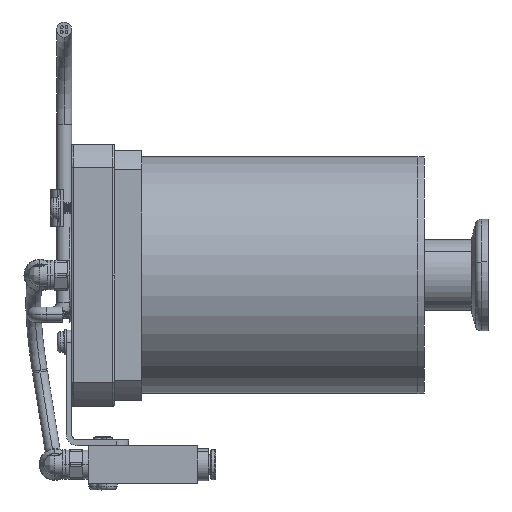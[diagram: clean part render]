
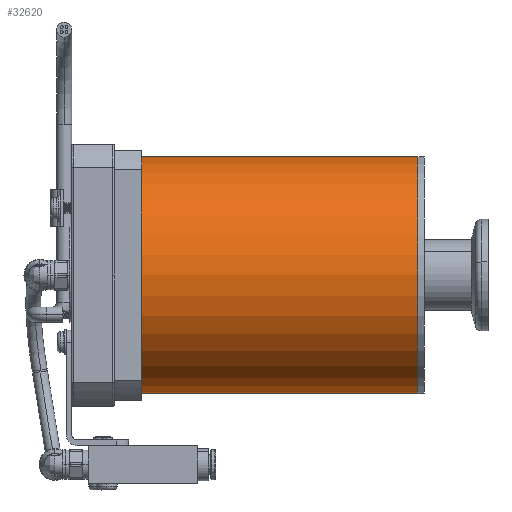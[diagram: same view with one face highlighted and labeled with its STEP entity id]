
A CAD part, left-side view. The second image highlights one B-rep face of the part: STEP entity #32620.
In plain terms, the highlighted cylindrical face has radius 31.75 mm (diameter 63.5 mm), a partial arc.
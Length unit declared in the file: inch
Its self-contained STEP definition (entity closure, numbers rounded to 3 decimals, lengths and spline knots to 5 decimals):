
#904 = LINE ( 'NONE', #94100, #101341 ) ;
#1516 = DIRECTION ( 'NONE',  ( 0., -1., 0. ) ) ;
#4403 = DIRECTION ( 'NONE',  ( 0., -1., 0. ) ) ;
#10391 = CIRCLE ( 'NONE', #51186, 1.25 ) ;
#10469 = EDGE_CURVE ( 'NONE', #76291, #106752, #904, .T. ) ;
#12107 = VERTEX_POINT ( 'NONE', #103890 ) ;
#12385 = CYLINDRICAL_SURFACE ( 'NONE', #18742, 1.25 ) ;
#17334 = CARTESIAN_POINT ( 'NONE',  ( 0., 2.79594, -1.25 ) ) ;
#17335 = DIRECTION ( 'NONE',  ( 0., 1., 0. ) ) ;
#18742 = AXIS2_PLACEMENT_3D ( 'NONE', #89012, #4403, #78563 ) ;
#22170 = FACE_OUTER_BOUND ( 'NONE', #42200, .T. ) ;
#28616 = EDGE_CURVE ( 'NONE', #12107, #47249, #102830, .T. ) ;
#29247 = CARTESIAN_POINT ( 'NONE',  ( 0., 2.79594, 0. ) ) ;
#32620 = ADVANCED_FACE ( 'NONE', ( #22170 ), #12385, .T. ) ;
#41718 = CARTESIAN_POINT ( 'NONE',  ( 0., -0.17906, -1.25 ) ) ;
#42200 = EDGE_LOOP ( 'NONE', ( #47920, #69756, #54632, #106832 ) ) ;
#45785 = CARTESIAN_POINT ( 'NONE',  ( 0., 2.79594, 1.25 ) ) ;
#47249 = VERTEX_POINT ( 'NONE', #119269 ) ;
#47818 = EDGE_CURVE ( 'NONE', #106752, #47249, #103150, .T. ) ;
#47920 = ORIENTED_EDGE ( 'NONE', *, *, #28616, .F. ) ;
#51186 = AXIS2_PLACEMENT_3D ( 'NONE', #29247, #96050, #66613 ) ;
#54632 = ORIENTED_EDGE ( 'NONE', *, *, #10469, .T. ) ;
#66613 = DIRECTION ( 'NONE',  ( 0., 0., -1. ) ) ;
#69756 = ORIENTED_EDGE ( 'NONE', *, *, #79899, .T. ) ;
#74878 = CARTESIAN_POINT ( 'NONE',  ( 0., -0.17906, 0. ) ) ;
#76291 = VERTEX_POINT ( 'NONE', #17334 ) ;
#78563 = DIRECTION ( 'NONE',  ( 0., 0., -1. ) ) ;
#79899 = EDGE_CURVE ( 'NONE', #12107, #76291, #10391, .T. ) ;
#83233 = DIRECTION ( 'NONE',  ( 0., -1., 0. ) ) ;
#84100 = DIRECTION ( 'NONE',  ( 0., 0., -1. ) ) ;
#85076 = VECTOR ( 'NONE', #83233, 39.37008 ) ;
#89012 = CARTESIAN_POINT ( 'NONE',  ( 0., 2.79594, 0. ) ) ;
#94100 = CARTESIAN_POINT ( 'NONE',  ( 0., 2.79594, -1.25 ) ) ;
#96050 = DIRECTION ( 'NONE',  ( 0., -1., 0. ) ) ;
#101341 = VECTOR ( 'NONE', #1516, 39.37008 ) ;
#102830 = LINE ( 'NONE', #45785, #85076 ) ;
#103150 = CIRCLE ( 'NONE', #118853, 1.25 ) ;
#103890 = CARTESIAN_POINT ( 'NONE',  ( 0., 2.79594, 1.25 ) ) ;
#106752 = VERTEX_POINT ( 'NONE', #41718 ) ;
#106832 = ORIENTED_EDGE ( 'NONE', *, *, #47818, .T. ) ;
#118853 = AXIS2_PLACEMENT_3D ( 'NONE', #74878, #17335, #84100 ) ;
#119269 = CARTESIAN_POINT ( 'NONE',  ( 0., -0.17906, 1.25 ) ) ;
